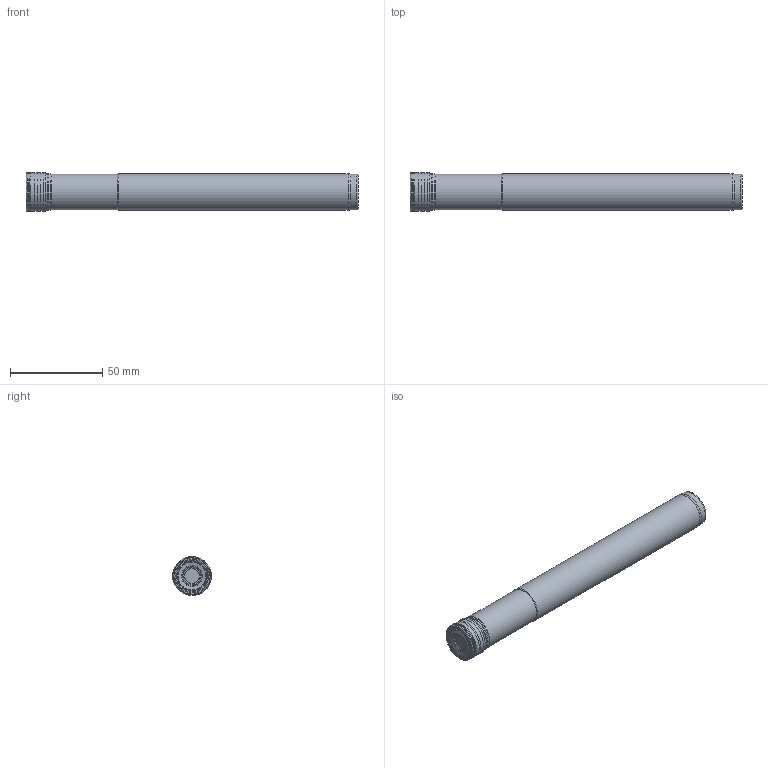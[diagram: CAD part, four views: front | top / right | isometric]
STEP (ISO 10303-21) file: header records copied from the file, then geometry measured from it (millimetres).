
FILE_DESCRIPTION(/* description */ (''),/* implementation_level */ '2;1');
FILE_NAME(/* name */ 'AEM90-AZ11-D21-C20-L180-Z03.stp',/* time_stamp */ '2023-10-20T09:36:25+03:00',/* author */ (''),/* organization */ (''),/* preprocessor_version */ 'ST-DEVELOPER v19.4',/* originating_system */ 'SIEMENS PLM Software NX2306.3001',/* authorisation */ '');
FILE_SCHEMA (('AUTOMOTIVE_DESIGN { 1 0 10303 214 3 1 1 1 }'));
Length unit declared in the file: millimetre
Products named in the file (1): AEM90-AZ11-D21-C20-L180-Z03
Bounding box: 179.99 x 21.03 x 21.03 mm (x, y, z)
Volume: 58452.5 mm3; surface area: 13256.6 mm2
Topology: 2 solids, 2 shells, 65 faces, 174 edges, 111 vertices
Faces by surface type: revolution 47, cone 6, torus 6, cylinder 4, plane 2
Full cylindrical faces by diameter (mm): 19.5 x2, 20 x2
Entity records: 1854 total; most frequent: CARTESIAN_POINT 580, DIRECTION 220, EDGE_LOOP 128, ORIENTED_EDGE 128, FACE_BOUND 126, AXIS2_PLACEMENT_3D 83, ADVANCED_FACE 65, VERTEX_POINT 64
